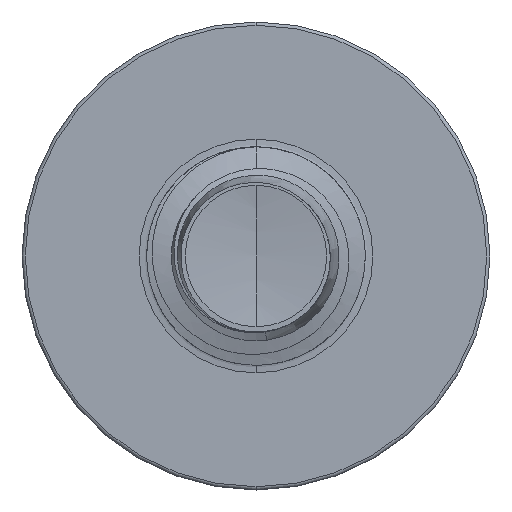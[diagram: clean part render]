
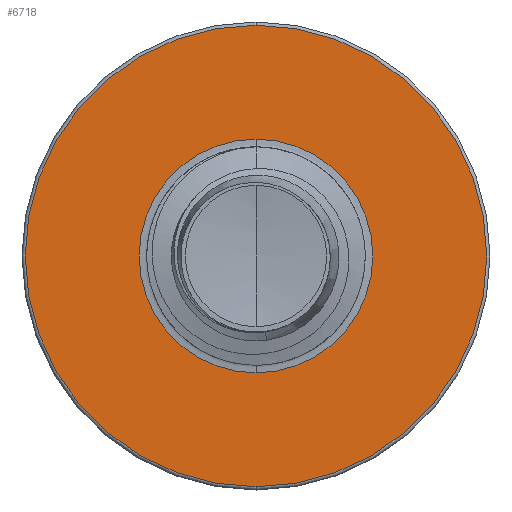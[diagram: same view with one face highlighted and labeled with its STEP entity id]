
A CAD part, front view. The second image highlights one B-rep face of the part: STEP entity #6718.
In plain terms, the highlighted planar face has unit normal (0, -1, 0).
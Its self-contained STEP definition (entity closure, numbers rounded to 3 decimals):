
#176 = DIRECTION ( 'NONE',  ( 0., 0., 1. ) ) ;
#207 = DIRECTION ( 'NONE',  ( 0., 1., 0. ) ) ;
#216 = CARTESIAN_POINT ( 'NONE',  ( 0., 6., 0. ) ) ;
#654 = VERTEX_POINT ( 'NONE', #5296 ) ;
#682 = CARTESIAN_POINT ( 'NONE',  ( 0., 6., 1.872 ) ) ;
#690 = AXIS2_PLACEMENT_3D ( 'NONE', #13926, #13840, #13827 ) ;
#1364 = AXIS2_PLACEMENT_3D ( 'NONE', #216, #207, #176 ) ;
#4396 = CARTESIAN_POINT ( 'NONE',  ( 0., 6., -1.872 ) ) ;
#4407 = DIRECTION ( 'NONE',  ( 0., 0., 1. ) ) ;
#4791 = CARTESIAN_POINT ( 'NONE',  ( 0., 6., -3.697 ) ) ;
#4917 = DIRECTION ( 'NONE',  ( 0., 1., 0. ) ) ;
#5006 = ORIENTED_EDGE ( 'NONE', *, *, #13304, .T. ) ;
#5264 = FACE_BOUND ( 'NONE', #14691, .T. ) ;
#5296 = CARTESIAN_POINT ( 'NONE',  ( 0., 6., 3.698 ) ) ;
#5328 = VERTEX_POINT ( 'NONE', #4791 ) ;
#5562 = CIRCLE ( 'NONE', #690, 1.872 ) ;
#6718 = ADVANCED_FACE ( 'NONE', ( #15886, #5264 ), #7416, .F. ) ;
#7010 = AXIS2_PLACEMENT_3D ( 'NONE', #8175, #8041, #8038 ) ;
#7068 = DIRECTION ( 'NONE',  ( 0., 0., 1. ) ) ;
#7100 = DIRECTION ( 'NONE',  ( 0., 1., 0. ) ) ;
#7391 = CARTESIAN_POINT ( 'NONE',  ( 0., 6., -1.872 ) ) ;
#7416 = PLANE ( 'NONE',  #14268 ) ;
#7496 = CIRCLE ( 'NONE', #1364, 3.698 ) ;
#8038 = DIRECTION ( 'NONE',  ( 0., 0., 1. ) ) ;
#8041 = DIRECTION ( 'NONE',  ( 0., 1., 0. ) ) ;
#8175 = CARTESIAN_POINT ( 'NONE',  ( 0., 6., 0. ) ) ;
#11671 = CIRCLE ( 'NONE', #16004, 3.698 ) ;
#12098 = CARTESIAN_POINT ( 'NONE',  ( 0., 6., 0. ) ) ;
#13063 = EDGE_CURVE ( 'NONE', #15403, #15683, #5562, .T. ) ;
#13106 = EDGE_LOOP ( 'NONE', ( #15085, #16287 ) ) ;
#13304 = EDGE_CURVE ( 'NONE', #15683, #15403, #14869, .T. ) ;
#13693 = EDGE_CURVE ( 'NONE', #5328, #654, #11671, .T. ) ;
#13827 = DIRECTION ( 'NONE',  ( 0., 0., 1. ) ) ;
#13840 = DIRECTION ( 'NONE',  ( 0., 1., 0. ) ) ;
#13926 = CARTESIAN_POINT ( 'NONE',  ( 0., 6., 0. ) ) ;
#14268 = AXIS2_PLACEMENT_3D ( 'NONE', #7391, #7100, #7068 ) ;
#14691 = EDGE_LOOP ( 'NONE', ( #5006, #15258 ) ) ;
#14869 = CIRCLE ( 'NONE', #7010, 1.872 ) ;
#15085 = ORIENTED_EDGE ( 'NONE', *, *, #15651, .F. ) ;
#15258 = ORIENTED_EDGE ( 'NONE', *, *, #13063, .T. ) ;
#15403 = VERTEX_POINT ( 'NONE', #4396 ) ;
#15651 = EDGE_CURVE ( 'NONE', #654, #5328, #7496, .T. ) ;
#15683 = VERTEX_POINT ( 'NONE', #682 ) ;
#15886 = FACE_OUTER_BOUND ( 'NONE', #13106, .T. ) ;
#16004 = AXIS2_PLACEMENT_3D ( 'NONE', #12098, #4917, #4407 ) ;
#16287 = ORIENTED_EDGE ( 'NONE', *, *, #13693, .F. ) ;
